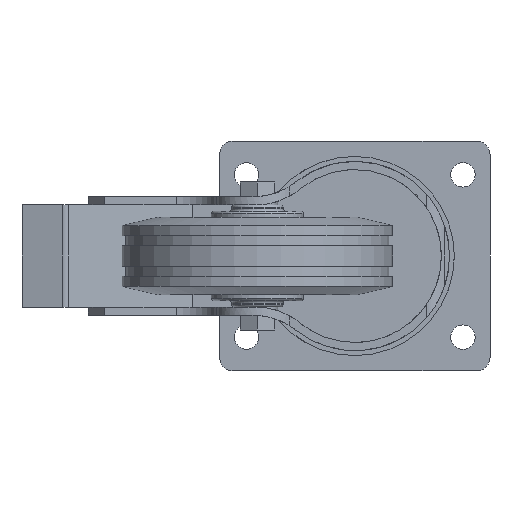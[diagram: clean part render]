
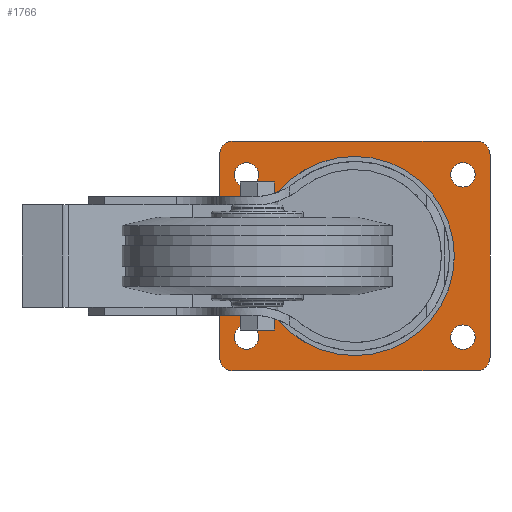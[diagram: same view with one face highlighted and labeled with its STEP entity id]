
A CAD part, front view. The second image highlights one B-rep face of the part: STEP entity #1766.
In plain terms, the highlighted planar face has unit normal (0, -1, 0).
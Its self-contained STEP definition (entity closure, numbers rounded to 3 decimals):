
#131=LINE('',#2928,#262);
#135=LINE('',#2940,#266);
#139=LINE('',#2952,#270);
#143=LINE('',#2983,#274);
#262=VECTOR('',#2292,1000.);
#266=VECTOR('',#2304,1000.);
#270=VECTOR('',#2316,1000.);
#274=VECTOR('',#2352,1000.);
#342=PLANE('',#1948);
#639=ORIENTED_EDGE('',*,*,#927,.T.);
#640=ORIENTED_EDGE('',*,*,#1011,.T.);
#641=ORIENTED_EDGE('',*,*,#1009,.T.);
#642=ORIENTED_EDGE('',*,*,#1007,.T.);
#643=ORIENTED_EDGE('',*,*,#1005,.T.);
#644=ORIENTED_EDGE('',*,*,#985,.F.);
#645=ORIENTED_EDGE('',*,*,#1014,.F.);
#646=ORIENTED_EDGE('',*,*,#1003,.F.);
#647=ORIENTED_EDGE('',*,*,#1000,.F.);
#648=ORIENTED_EDGE('',*,*,#997,.F.);
#649=ORIENTED_EDGE('',*,*,#994,.F.);
#650=ORIENTED_EDGE('',*,*,#991,.F.);
#651=ORIENTED_EDGE('',*,*,#988,.F.);
#927=EDGE_CURVE('',#1153,#1153,#1286,.T.);
#985=EDGE_CURVE('',#1189,#1190,#1300,.T.);
#988=EDGE_CURVE('',#1190,#1192,#131,.T.);
#991=EDGE_CURVE('',#1192,#1194,#1302,.T.);
#994=EDGE_CURVE('',#1194,#1196,#135,.T.);
#997=EDGE_CURVE('',#1196,#1198,#1304,.T.);
#1000=EDGE_CURVE('',#1198,#1200,#139,.T.);
#1003=EDGE_CURVE('',#1200,#1202,#1306,.T.);
#1005=EDGE_CURVE('',#1203,#1203,#1307,.T.);
#1007=EDGE_CURVE('',#1205,#1205,#1309,.T.);
#1009=EDGE_CURVE('',#1207,#1207,#1311,.T.);
#1011=EDGE_CURVE('',#1209,#1209,#1313,.T.);
#1014=EDGE_CURVE('',#1202,#1189,#143,.T.);
#1153=VERTEX_POINT('',#2775);
#1189=VERTEX_POINT('',#2921);
#1190=VERTEX_POINT('',#2923);
#1192=VERTEX_POINT('',#2929);
#1194=VERTEX_POINT('',#2935);
#1196=VERTEX_POINT('',#2941);
#1198=VERTEX_POINT('',#2947);
#1200=VERTEX_POINT('',#2953);
#1202=VERTEX_POINT('',#2959);
#1203=VERTEX_POINT('',#2963);
#1205=VERTEX_POINT('',#2968);
#1207=VERTEX_POINT('',#2973);
#1209=VERTEX_POINT('',#2978);
#1286=CIRCLE('',#1874,36.8);
#1300=CIRCLE('',#1922,5.1);
#1302=CIRCLE('',#1926,5.1);
#1304=CIRCLE('',#1930,5.1);
#1306=CIRCLE('',#1934,5.1);
#1307=CIRCLE('',#1936,4.5);
#1309=CIRCLE('',#1939,4.5);
#1311=CIRCLE('',#1942,4.5);
#1313=CIRCLE('',#1945,4.5);
#1412=EDGE_LOOP('',(#639));
#1413=EDGE_LOOP('',(#640));
#1414=EDGE_LOOP('',(#641));
#1415=EDGE_LOOP('',(#642));
#1416=EDGE_LOOP('',(#643));
#1417=EDGE_LOOP('',(#644,#645,#646,#647,#648,#649,#650,#651));
#1577=FACE_BOUND('',#1412,.T.);
#1578=FACE_BOUND('',#1413,.T.);
#1579=FACE_BOUND('',#1414,.T.);
#1580=FACE_BOUND('',#1415,.T.);
#1581=FACE_BOUND('',#1416,.T.);
#1582=FACE_BOUND('',#1417,.T.);
#1766=ADVANCED_FACE('',(#1577,#1578,#1579,#1580,#1581,#1582),#342,.F.);
#1874=AXIS2_PLACEMENT_3D('',#2774,#2159,#2160);
#1922=AXIS2_PLACEMENT_3D('',#2922,#2286,#2287);
#1926=AXIS2_PLACEMENT_3D('',#2934,#2298,#2299);
#1930=AXIS2_PLACEMENT_3D('',#2946,#2310,#2311);
#1934=AXIS2_PLACEMENT_3D('',#2958,#2322,#2323);
#1936=AXIS2_PLACEMENT_3D('',#2962,#2327,#2328);
#1939=AXIS2_PLACEMENT_3D('',#2967,#2333,#2334);
#1942=AXIS2_PLACEMENT_3D('',#2972,#2339,#2340);
#1945=AXIS2_PLACEMENT_3D('',#2977,#2345,#2346);
#1948=AXIS2_PLACEMENT_3D('',#2984,#2353,#2354);
#2159=DIRECTION('',(0.,1.,0.));
#2160=DIRECTION('',(0.,0.,1.));
#2286=DIRECTION('',(0.,1.,0.));
#2287=DIRECTION('',(1.,0.,0.));
#2292=DIRECTION('',(0.,0.,1.));
#2298=DIRECTION('',(0.,1.,0.));
#2299=DIRECTION('',(1.,0.,0.));
#2304=DIRECTION('',(1.,0.,0.));
#2310=DIRECTION('',(0.,1.,0.));
#2311=DIRECTION('',(1.,0.,0.));
#2316=DIRECTION('',(0.,0.,-1.));
#2322=DIRECTION('',(0.,1.,0.));
#2323=DIRECTION('',(1.,0.,0.));
#2327=DIRECTION('',(0.,1.,0.));
#2328=DIRECTION('',(1.,0.,0.));
#2333=DIRECTION('',(0.,1.,0.));
#2334=DIRECTION('',(1.,0.,0.));
#2339=DIRECTION('',(0.,1.,0.));
#2340=DIRECTION('',(1.,0.,0.));
#2345=DIRECTION('',(0.,1.,0.));
#2346=DIRECTION('',(1.,0.,0.));
#2352=DIRECTION('',(-1.,0.,0.));
#2353=DIRECTION('',(0.,1.,0.));
#2354=DIRECTION('',(0.,0.,1.));
#2774=CARTESIAN_POINT('',(36.,71.888,0.));
#2775=CARTESIAN_POINT('',(36.,71.888,36.8));
#2921=CARTESIAN_POINT('',(-8.9,71.888,-42.5));
#2922=CARTESIAN_POINT('',(-8.9,71.888,-37.4));
#2923=CARTESIAN_POINT('',(-14.,71.888,-37.4));
#2928=CARTESIAN_POINT('',(-14.,71.888,-37.4));
#2929=CARTESIAN_POINT('',(-14.,71.888,37.4));
#2934=CARTESIAN_POINT('',(-8.9,71.888,37.4));
#2935=CARTESIAN_POINT('',(-8.9,71.888,42.5));
#2940=CARTESIAN_POINT('',(-8.9,71.888,42.5));
#2941=CARTESIAN_POINT('',(80.9,71.888,42.5));
#2946=CARTESIAN_POINT('',(80.9,71.888,37.4));
#2947=CARTESIAN_POINT('',(86.,71.888,37.4));
#2952=CARTESIAN_POINT('',(86.,71.888,37.4));
#2953=CARTESIAN_POINT('',(86.,71.888,-37.4));
#2958=CARTESIAN_POINT('',(80.9,71.888,-37.4));
#2959=CARTESIAN_POINT('',(80.9,71.888,-42.5));
#2962=CARTESIAN_POINT('',(76.,71.888,-30.));
#2963=CARTESIAN_POINT('',(80.5,71.888,-30.));
#2967=CARTESIAN_POINT('',(76.,71.888,30.));
#2968=CARTESIAN_POINT('',(80.5,71.888,30.));
#2972=CARTESIAN_POINT('',(-4.,71.888,-30.));
#2973=CARTESIAN_POINT('',(0.5,71.888,-30.));
#2977=CARTESIAN_POINT('',(-4.,71.888,30.));
#2978=CARTESIAN_POINT('',(0.5,71.888,30.));
#2983=CARTESIAN_POINT('',(80.9,71.888,-42.5));
#2984=CARTESIAN_POINT('',(-8.9,71.888,-37.4));
